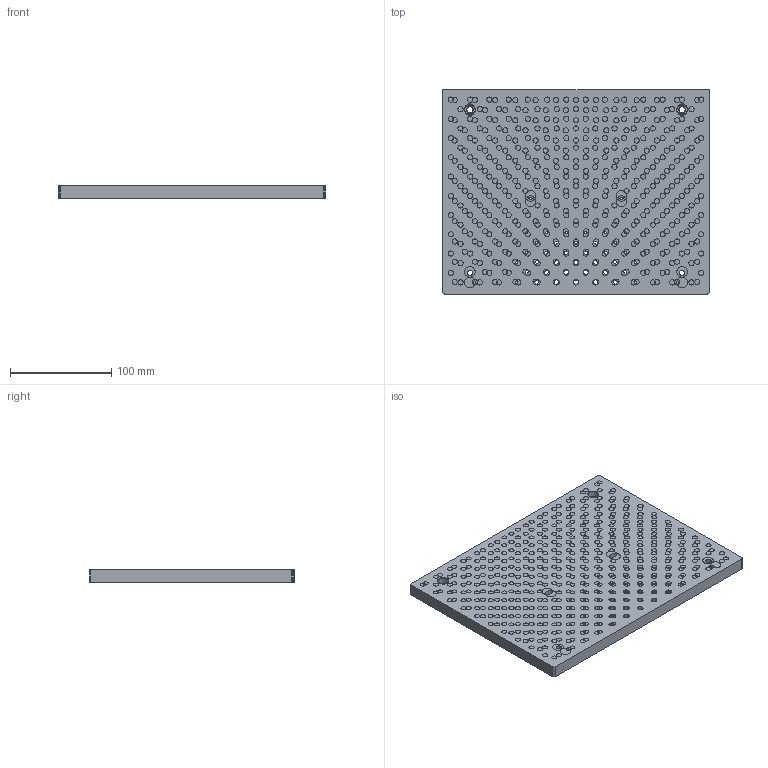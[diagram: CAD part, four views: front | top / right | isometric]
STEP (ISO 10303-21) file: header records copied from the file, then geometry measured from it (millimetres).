
FILE_DESCRIPTION(/* description */ (''),/* implementation_level */ '2;1');
FILE_NAME(/* name */ 'Haas_Desktop-Mill_10.4x8.step',/* time_stamp */ '2022-04-20T13:57:16-04:00',/* author */ (''),/* organization */ (''),/* preprocessor_version */ 'ST-DEVELOPER v18.1',/* originating_system */ 'Autodesk Translation Framework v10.14.0.1471',/* authorisation */ '');
FILE_SCHEMA (('AUTOMOTIVE_DESIGN { 1 0 10303 214 3 1 1 }'));
Length unit declared in the file: inch
Products named in the file (5): Untitled; Desktop Mill Plate INCH; Plate; Desktop Mill Plate METRIC; Plate_1
Assembly tree (4 placements, depth 3):
  Untitled
    Desktop Mill Plate INCH
      Plate
    Desktop Mill Plate METRIC
      Plate_1
Bounding box: 265.18 x 201.93 x 12.19 mm (x, y, z)
Surface area: 317458.2 mm2
Topology: 2 solids, 2 shells, 572 faces, 1668 edges, 1112 vertices
Faces by surface type: cylinder 540, plane 32
Full cylindrical faces by diameter (mm): 5.118 x500, 6.5 x12, 10.5 x12
Entity records: 21774 total; most frequent: DIRECTION 3910, CARTESIAN_POINT 3361, ORIENTED_EDGE 3336, EDGE_CURVE 1668, AXIS2_PLACEMENT_3D 1661, EDGE_LOOP 1608, VERTEX_POINT 1112, CIRCLE 1080
